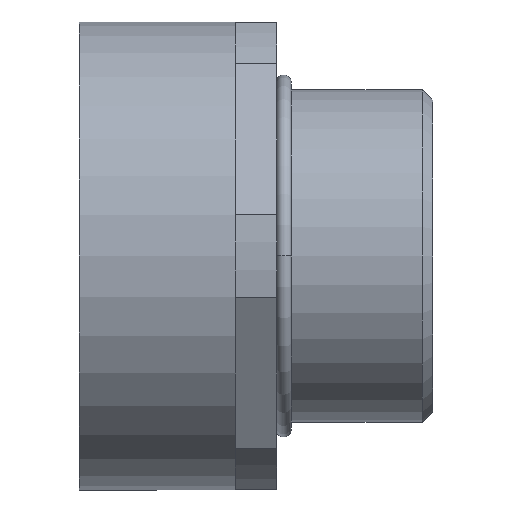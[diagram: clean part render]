
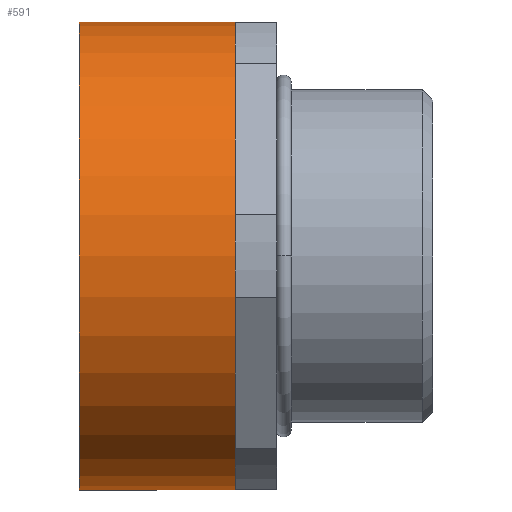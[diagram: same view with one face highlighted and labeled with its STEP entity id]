
A CAD part, left-side view. The second image highlights one B-rep face of the part: STEP entity #591.
In plain terms, the highlighted cylindrical face has radius 22.5 mm (diameter 45 mm), a partial arc.
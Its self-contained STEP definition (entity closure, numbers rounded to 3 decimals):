
#98 = AXIS2_PLACEMENT_3D ( 'NONE', #961, #962, #963 ) ;
#103 = AXIS2_PLACEMENT_3D ( 'NONE', #943, #944, #945 ) ;
#107 = FACE_OUTER_BOUND ( 'NONE', #369, .T. ) ;
#108 = CYLINDRICAL_SURFACE ( 'NONE', #103, 22.5 ) ;
#134 = DIRECTION ( 'NONE',  ( 0., 1., 0. ) ) ;
#135 = DIRECTION ( 'NONE',  ( 0., 0., 1. ) ) ;
#154 = CARTESIAN_POINT ( 'NONE',  ( 0., 1., 0. ) ) ;
#155 = DIRECTION ( 'NONE',  ( 0., 1., 0. ) ) ;
#156 = DIRECTION ( 'NONE',  ( 0., 0., 1. ) ) ;
#282 = LINE ( 'NONE', #283, #819 ) ;
#283 = CARTESIAN_POINT ( 'NONE',  ( 0., 12.783, 22.5 ) ) ;
#284 = DIRECTION ( 'NONE',  ( 0., 1., 0. ) ) ;
#335 = CARTESIAN_POINT ( 'NONE',  ( 0., 1., 0. ) ) ;
#342 = DIRECTION ( 'NONE',  ( 0., 1., 0. ) ) ;
#343 = DIRECTION ( 'NONE',  ( 0., 0., 1. ) ) ;
#347 = CARTESIAN_POINT ( 'NONE',  ( 0., 1., 0. ) ) ;
#369 = EDGE_LOOP ( 'NONE', ( #715, #716, #717, #710, #718, #719 ) ) ;
#416 = LINE ( 'NONE', #417, #846 ) ;
#417 = CARTESIAN_POINT ( 'NONE',  ( 0., 12.783, -22.5 ) ) ;
#418 = DIRECTION ( 'NONE',  ( 0., 1., 0. ) ) ;
#421 = EDGE_CURVE ( 'NONE', #1198, #1197, #416, .T. ) ;
#424 = EDGE_CURVE ( 'NONE', #1195, #1196, #282, .T. ) ;
#449 = CIRCLE ( 'NONE', #855, 22.5 ) ;
#451 = CIRCLE ( 'NONE', #850, 22.5 ) ;
#456 = CIRCLE ( 'NONE', #838, 22.5 ) ;
#484 = CIRCLE ( 'NONE', #98, 22.5 ) ;
#518 = EDGE_CURVE ( 'NONE', #1198, #1163, #449, .T. ) ;
#522 = EDGE_CURVE ( 'NONE', #1163, #1170, #451, .T. ) ;
#529 = EDGE_CURVE ( 'NONE', #1170, #1195, #456, .T. ) ;
#591 = ADVANCED_FACE ( 'NONE', ( #107 ), #108, .T. ) ;
#596 = EDGE_CURVE ( 'NONE', #1197, #1196, #484, .T. ) ;
#710 = ORIENTED_EDGE ( 'NONE', *, *, #529, .T. ) ;
#715 = ORIENTED_EDGE ( 'NONE', *, *, #421, .F. ) ;
#716 = ORIENTED_EDGE ( 'NONE', *, *, #518, .T. ) ;
#717 = ORIENTED_EDGE ( 'NONE', *, *, #522, .T. ) ;
#718 = ORIENTED_EDGE ( 'NONE', *, *, #424, .T. ) ;
#719 = ORIENTED_EDGE ( 'NONE', *, *, #596, .F. ) ;
#819 = VECTOR ( 'NONE', #284, 1000. ) ;
#838 = AXIS2_PLACEMENT_3D ( 'NONE', #154, #155, #156 ) ;
#846 = VECTOR ( 'NONE', #418, 1000. ) ;
#850 = AXIS2_PLACEMENT_3D ( 'NONE', #347, #134, #135 ) ;
#855 = AXIS2_PLACEMENT_3D ( 'NONE', #335, #342, #343 ) ;
#943 = CARTESIAN_POINT ( 'NONE',  ( 0., 12.783, 0. ) ) ;
#944 = DIRECTION ( 'NONE',  ( 0., 1., 0. ) ) ;
#945 = DIRECTION ( 'NONE',  ( 0., 0., 1. ) ) ;
#961 = CARTESIAN_POINT ( 'NONE',  ( 0., 16., 0. ) ) ;
#962 = DIRECTION ( 'NONE',  ( 0., 1., 0. ) ) ;
#963 = DIRECTION ( 'NONE',  ( 0., 0., 1. ) ) ;
#1063 = CARTESIAN_POINT ( 'NONE',  ( -19.486, 1., -11.25 ) ) ;
#1070 = CARTESIAN_POINT ( 'NONE',  ( -19.486, 1., 11.25 ) ) ;
#1095 = CARTESIAN_POINT ( 'NONE',  ( 0., 1., 22.5 ) ) ;
#1096 = CARTESIAN_POINT ( 'NONE',  ( 0., 16., 22.5 ) ) ;
#1097 = CARTESIAN_POINT ( 'NONE',  ( 0., 16., -22.5 ) ) ;
#1098 = CARTESIAN_POINT ( 'NONE',  ( 0., 1., -22.5 ) ) ;
#1163 = VERTEX_POINT ( 'NONE', #1063 ) ;
#1170 = VERTEX_POINT ( 'NONE', #1070 ) ;
#1195 = VERTEX_POINT ( 'NONE', #1095 ) ;
#1196 = VERTEX_POINT ( 'NONE', #1096 ) ;
#1197 = VERTEX_POINT ( 'NONE', #1097 ) ;
#1198 = VERTEX_POINT ( 'NONE', #1098 ) ;
